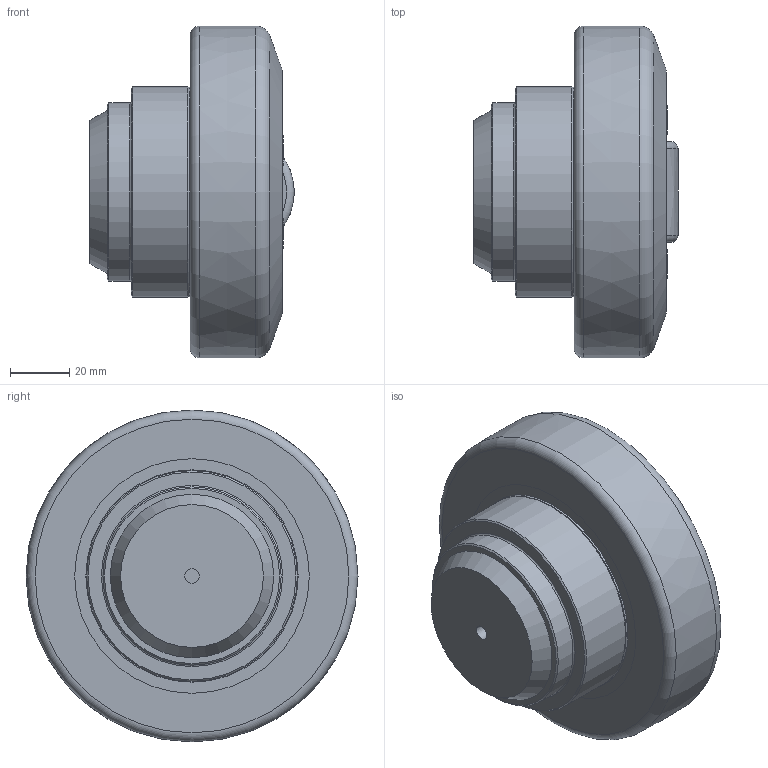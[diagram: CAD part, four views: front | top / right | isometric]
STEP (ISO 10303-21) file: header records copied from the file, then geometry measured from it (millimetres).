
FILE_DESCRIPTION(/* description */ ('-','CAx-IF Rec.Pracs.---Representation and Presentation of Product Manufacturing Information (PMI)---4.0---2014-10-13'),/* implementation_level */ '2;1');
FILE_NAME(/* name */ '1d92afc0-e5ad-4215-8dd7-26da6a3765b8.stp',/* time_stamp */ '2020-06-23T16:54:02+02:00',/* author */ ('-'),/* organization */ ('NTI CADcenter A/S'),/* preprocessor_version */ 'ST-DEVELOPER v18',/* originating_system */ 'Autodesk Inventor 2020',/* authorisation */ '-');
FILE_SCHEMA (('AP242_MANAGED_MODEL_BASED_3D_ENGINEERING_MIM_LF { 1 0 10303 442 1 1 4 }'));
Length unit declared in the file: millimetre
Products named in the file (1): PT110.0260_Kontur
Bounding box: 69 x 111.8 x 111.79 mm (x, y, z)
Volume: 348115.3 mm3; surface area: 77860.7 mm2
Topology: 3 solids, 3 shells, 181 faces, 522 edges, 367 vertices
Faces by surface type: plane 74, cylinder 61, torus 22, cone 17, bspline 7
Full cylindrical faces by diameter (mm): 3 x5, 4.917 x1, 5 x4, 5.5 x4, 10 x4, 20.1 x1, 26 x1, 30 x2, 60 x1, 62.9 x1, 63 x1, 69.3 x1, 70.5 x2, 71 x1, 71.5 x2, 75 x1, 77 x1, 78 x2, 79 x2, 83.3 x1
Entity records: 7165 total; most frequent: CARTESIAN_POINT 1970, DIRECTION 1047, ORIENTED_EDGE 1042, EDGE_CURVE 521, AXIS2_PLACEMENT_3D 433, VERTEX_POINT 367, CIRCLE 247, EDGE_LOOP 232
